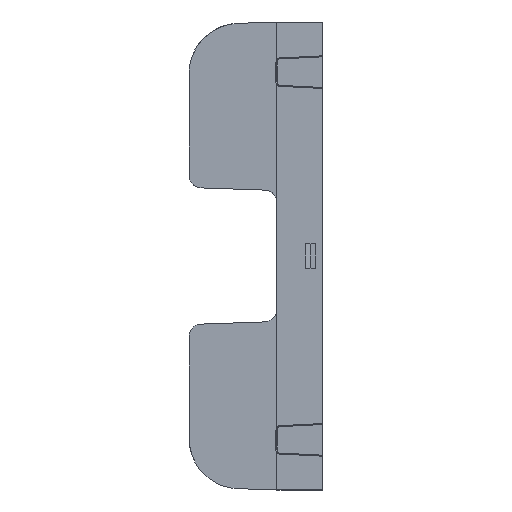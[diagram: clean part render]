
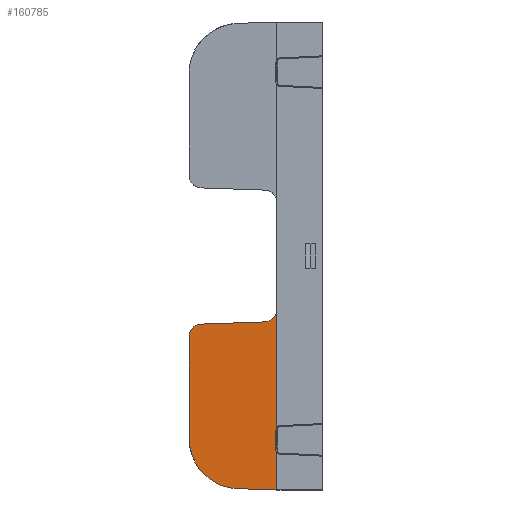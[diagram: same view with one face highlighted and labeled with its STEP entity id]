
A CAD part, left-side view. The second image highlights one B-rep face of the part: STEP entity #160785.
In plain terms, the highlighted planar face has unit normal (-0.999, 0.035, 0).
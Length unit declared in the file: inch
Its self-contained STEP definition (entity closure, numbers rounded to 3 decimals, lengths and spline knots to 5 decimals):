
#297 = VERTEX_POINT ( 'NONE', #53284 ) ;
#1553 = VERTEX_POINT ( 'NONE', #57435 ) ;
#5399 = CARTESIAN_POINT ( 'NONE',  ( -1.52234, 4.10479, 2.498 ) ) ;
#5529 = CARTESIAN_POINT ( 'NONE',  ( -1.52274, 4.09326, 1.60219 ) ) ;
#5575 = CARTESIAN_POINT ( 'NONE',  ( -1.47699, 5.40326, 1.94493 ) ) ;
#6817 = LINE ( 'NONE', #31793, #33267 ) ;
#7440 = LINE ( 'NONE', #96431, #37938 ) ;
#8359 = VECTOR ( 'NONE', #120671, 39.37008 ) ;
#10247 = EDGE_CURVE ( 'NONE', #52057, #52263, #78704, .T. ) ;
#11168 = PLANE ( 'NONE',  #113649 ) ;
#11644 = CARTESIAN_POINT ( 'NONE',  ( -1.52274, 4.09326, 1.60219 ) ) ;
#11729 = DIRECTION ( 'NONE',  ( -0.999, 0.035, 0. ) ) ;
#12548 = EDGE_CURVE ( 'NONE', #20067, #297, #130688, .T. ) ;
#14145 = CARTESIAN_POINT ( 'NONE',  ( -1.51633, 4.27663, 4.11653 ) ) ;
#15550 = EDGE_CURVE ( 'NONE', #51637, #159056, #54899, .T. ) ;
#17509 = CARTESIAN_POINT ( 'NONE',  ( -1.48339, 5.21989, 4.08359 ) ) ;
#18666 = CARTESIAN_POINT ( 'NONE',  ( -1.50227, 4.67944, 1.62266 ) ) ;
#20067 = VERTEX_POINT ( 'NONE', #143435 ) ;
#23123 = EDGE_LOOP ( 'NONE', ( #160545, #87283, #29377, #78448, #108811, #47277, #61096, #58067, #110416, #59066, #157766 ) ) ;
#24886 = VERTEX_POINT ( 'NONE', #11644 ) ;
#26367 = CARTESIAN_POINT ( 'NONE',  ( -1.52234, 4.10479, 2.20638 ) ) ;
#26478 = CARTESIAN_POINT ( 'NONE',  ( -1.50227, 4.67944, 1.62266 ) ) ;
#28873 = CARTESIAN_POINT ( 'NONE',  ( -1.52274, 4.09326, 2.5412 ) ) ;
#29377 = ORIENTED_EDGE ( 'NONE', *, *, #116132, .T. ) ;
#30565 = CARTESIAN_POINT ( 'NONE',  ( -1.47699, 5.40326, 4.00195 ) ) ;
#31793 = CARTESIAN_POINT ( 'NONE',  ( -1.52234, 4.10479, 2.48261 ) ) ;
#33267 = VECTOR ( 'NONE', #97552, 39.37008 ) ;
#36184 = EDGE_CURVE ( 'NONE', #1553, #80793, #48158, .T. ) ;
#37938 = VECTOR ( 'NONE', #57882, 39.37008 ) ;
#39762 = CARTESIAN_POINT ( 'NONE',  ( -1.51633, 4.27663, 4.11653 ) ) ;
#43001 = CARTESIAN_POINT ( 'NONE',  ( -1.47699, 5.40326, 1.60219 ) ) ;
#44909 = VECTOR ( 'NONE', #110037, 39.37008 ) ;
#47277 = ORIENTED_EDGE ( 'NONE', *, *, #36184, .T. ) ;
#48158 =( BOUNDED_CURVE ( )  B_SPLINE_CURVE ( 3, ( #129856, #78289, #117410, #39762 ),
 .UNSPECIFIED., .F., .F. ) 
 B_SPLINE_CURVE_WITH_KNOTS ( ( 4, 4 ),
 ( 3.14159, 4.67748 ),
 .UNSPECIFIED. ) 
 CURVE ( )  GEOMETRIC_REPRESENTATION_ITEM ( )  RATIONAL_B_SPLINE_CURVE ( ( 1., 0.813, 0.813, 1. ) ) 
 REPRESENTATION_ITEM ( '' )  );
#51637 = VERTEX_POINT ( 'NONE', #137070 ) ;
#52057 = VERTEX_POINT ( 'NONE', #5399 ) ;
#52263 = VERTEX_POINT ( 'NONE', #28873 ) ;
#53284 = CARTESIAN_POINT ( 'NONE',  ( -1.47699, 5.40326, 3.89371 ) ) ;
#54828 =( BOUNDED_CURVE ( )  B_SPLINE_CURVE ( 3, ( #104112, #78013, #155649, #26367 ),
 .UNSPECIFIED., .F., .F. ) 
 B_SPLINE_CURVE_WITH_KNOTS ( ( 4, 4 ),
 ( 3.94763, 4.66304 ),
 .UNSPECIFIED. ) 
 CURVE ( )  GEOMETRIC_REPRESENTATION_ITEM ( )  RATIONAL_B_SPLINE_CURVE ( ( 1., 0.958, 0.958, 1. ) ) 
 REPRESENTATION_ITEM ( '' )  );
#54899 =( BOUNDED_CURVE ( )  B_SPLINE_CURVE ( 3, ( #96365, #5575, #160985, #18666 ),
 .UNSPECIFIED., .F., .F. ) 
 B_SPLINE_CURVE_WITH_KNOTS ( ( 4, 4 ),
 ( 3.14159, 4.67748 ),
 .UNSPECIFIED. ) 
 CURVE ( )  GEOMETRIC_REPRESENTATION_ITEM ( )  RATIONAL_B_SPLINE_CURVE ( ( 1., 0.813, 0.813, 1. ) ) 
 REPRESENTATION_ITEM ( '' )  );
#57183 = LINE ( 'NONE', #5529, #87573 ) ;
#57435 = CARTESIAN_POINT ( 'NONE',  ( -1.52274, 4.09326, 4.30642 ) ) ;
#57882 = DIRECTION ( 'NONE',  ( 0., 0., 1. ) ) ;
#58067 = ORIENTED_EDGE ( 'NONE', *, *, #12548, .T. ) ;
#58651 = CARTESIAN_POINT ( 'NONE',  ( -1.52274, 4.09326, 2.5412 ) ) ;
#59066 = ORIENTED_EDGE ( 'NONE', *, *, #15550, .T. ) ;
#61096 = ORIENTED_EDGE ( 'NONE', *, *, #109780, .T. ) ;
#64158 = EDGE_CURVE ( 'NONE', #130463, #134955, #54828, .T. ) ;
#78013 = CARTESIAN_POINT ( 'NONE',  ( -1.52248, 4.10078, 2.17514 ) ) ;
#78289 = CARTESIAN_POINT ( 'NONE',  ( -1.52274, 4.09326, 4.19817 ) ) ;
#78448 = ORIENTED_EDGE ( 'NONE', *, *, #10247, .T. ) ;
#78704 =( BOUNDED_CURVE ( )  B_SPLINE_CURVE ( 3, ( #136267, #123235, #97195, #58651 ),
 .UNSPECIFIED., .F., .F. ) 
 B_SPLINE_CURVE_WITH_KNOTS ( ( 4, 4 ),
 ( 4.76173, 5.47715 ),
 .UNSPECIFIED. ) 
 CURVE ( )  GEOMETRIC_REPRESENTATION_ITEM ( )  RATIONAL_B_SPLINE_CURVE ( ( 1., 0.958, 0.958, 1. ) ) 
 REPRESENTATION_ITEM ( '' )  );
#79422 = CARTESIAN_POINT ( 'NONE',  ( -1.52274, 4.09326, 2.16318 ) ) ;
#80793 = VERTEX_POINT ( 'NONE', #14145 ) ;
#83259 = DIRECTION ( 'NONE',  ( 0., 0., 1. ) ) ;
#87283 = ORIENTED_EDGE ( 'NONE', *, *, #64158, .T. ) ;
#87573 = VECTOR ( 'NONE', #83259, 39.37008 ) ;
#89421 = CARTESIAN_POINT ( 'NONE',  ( -1.52274, 4.09326, 1.60219 ) ) ;
#96365 = CARTESIAN_POINT ( 'NONE',  ( -1.47699, 5.40326, 2.3722 ) ) ;
#96431 = CARTESIAN_POINT ( 'NONE',  ( -1.52274, 4.09326, 1.60219 ) ) ;
#96958 = CARTESIAN_POINT ( 'NONE',  ( -1.47705, 5.40167, 4.07725 ) ) ;
#97195 = CARTESIAN_POINT ( 'NONE',  ( -1.52248, 4.10078, 2.52923 ) ) ;
#97552 = DIRECTION ( 'NONE',  ( 0., 0., 1. ) ) ;
#100718 = LINE ( 'NONE', #106762, #165612 ) ;
#102538 = DIRECTION ( 'NONE',  ( -0.035, -0.999, 0. ) ) ;
#104112 = CARTESIAN_POINT ( 'NONE',  ( -1.52274, 4.09326, 2.16318 ) ) ;
#104821 = EDGE_CURVE ( 'NONE', #159056, #24886, #100718, .T. ) ;
#106762 = CARTESIAN_POINT ( 'NONE',  ( -1.52274, 4.09326, 1.60219 ) ) ;
#108326 = CARTESIAN_POINT ( 'NONE',  ( -1.47962, 5.32807, 4.07982 ) ) ;
#108811 = ORIENTED_EDGE ( 'NONE', *, *, #137425, .T. ) ;
#109780 = EDGE_CURVE ( 'NONE', #80793, #20067, #113887, .T. ) ;
#110037 = DIRECTION ( 'NONE',  ( 0.035, 0.999, -0.035 ) ) ;
#110416 = ORIENTED_EDGE ( 'NONE', *, *, #112753, .F. ) ;
#112753 = EDGE_CURVE ( 'NONE', #51637, #297, #142280, .T. ) ;
#113649 = AXIS2_PLACEMENT_3D ( 'NONE', #89421, #11729, #102538 ) ;
#113887 = LINE ( 'NONE', #96958, #44909 ) ;
#116132 = EDGE_CURVE ( 'NONE', #134955, #52057, #6817, .T. ) ;
#117410 = CARTESIAN_POINT ( 'NONE',  ( -1.52011, 4.16845, 4.12031 ) ) ;
#120671 = DIRECTION ( 'NONE',  ( 0., 0., 1. ) ) ;
#121266 = CARTESIAN_POINT ( 'NONE',  ( -1.47699, 5.40326, 3.89371 ) ) ;
#123235 = CARTESIAN_POINT ( 'NONE',  ( -1.52234, 4.10479, 2.5142 ) ) ;
#128409 = FACE_OUTER_BOUND ( 'NONE', #23123, .T. ) ;
#129856 = CARTESIAN_POINT ( 'NONE',  ( -1.52274, 4.09326, 4.30642 ) ) ;
#130463 = VERTEX_POINT ( 'NONE', #79422 ) ;
#130688 =( BOUNDED_CURVE ( )  B_SPLINE_CURVE ( 3, ( #17509, #108326, #30565, #121266 ),
 .UNSPECIFIED., .F., .F. ) 
 B_SPLINE_CURVE_WITH_KNOTS ( ( 4, 4 ),
 ( 1.6057, 3.14159 ),
 .UNSPECIFIED. ) 
 CURVE ( )  GEOMETRIC_REPRESENTATION_ITEM ( )  RATIONAL_B_SPLINE_CURVE ( ( 1., 0.813, 0.813, 1. ) ) 
 REPRESENTATION_ITEM ( '' )  );
#134955 = VERTEX_POINT ( 'NONE', #146788 ) ;
#136267 = CARTESIAN_POINT ( 'NONE',  ( -1.52234, 4.10479, 2.498 ) ) ;
#137070 = CARTESIAN_POINT ( 'NONE',  ( -1.47699, 5.40326, 2.3722 ) ) ;
#137425 = EDGE_CURVE ( 'NONE', #52263, #1553, #57183, .T. ) ;
#142280 = LINE ( 'NONE', #43001, #8359 ) ;
#143435 = CARTESIAN_POINT ( 'NONE',  ( -1.48339, 5.21989, 4.08359 ) ) ;
#145784 = DIRECTION ( 'NONE',  ( -0.035, -0.999, -0.035 ) ) ;
#146788 = CARTESIAN_POINT ( 'NONE',  ( -1.52234, 4.10479, 2.20638 ) ) ;
#151407 = EDGE_CURVE ( 'NONE', #24886, #130463, #7440, .T. ) ;
#155649 = CARTESIAN_POINT ( 'NONE',  ( -1.52234, 4.10479, 2.19018 ) ) ;
#157766 = ORIENTED_EDGE ( 'NONE', *, *, #104821, .T. ) ;
#159056 = VERTEX_POINT ( 'NONE', #26478 ) ;
#160545 = ORIENTED_EDGE ( 'NONE', *, *, #151407, .T. ) ;
#160785 = ADVANCED_FACE ( 'NONE', ( #128409 ), #11168, .T. ) ;
#160985 = CARTESIAN_POINT ( 'NONE',  ( -1.48736, 5.10645, 1.63757 ) ) ;
#165612 = VECTOR ( 'NONE', #145784, 39.37008 ) ;
